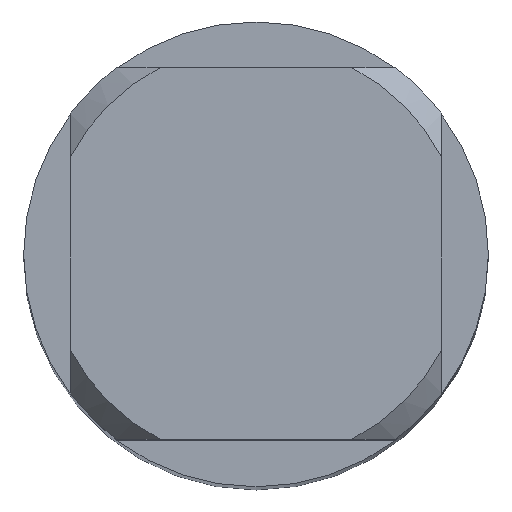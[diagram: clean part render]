
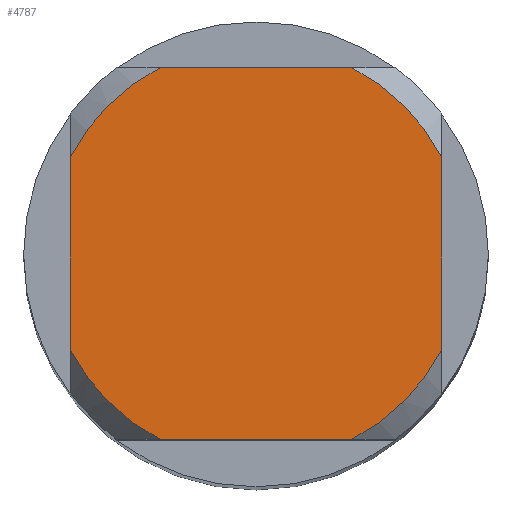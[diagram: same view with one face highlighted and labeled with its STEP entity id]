
A CAD part, top view. The second image highlights one B-rep face of the part: STEP entity #4787.
In plain terms, the highlighted planar face has unit normal (0, 0, 1).
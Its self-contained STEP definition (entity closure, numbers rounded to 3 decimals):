
#2133=EDGE_CURVE('',#2815,#3699,#6330,.T.);
#2363=EDGE_CURVE('',#4731,#5155,#6577,.T.);
#2493=VERTEX_POINT('',#6721);
#2667=VERTEX_POINT('',#6906);
#2815=VERTEX_POINT('',#7066);
#2869=EDGE_CURVE('',#2815,#3253,#7124,.T.);
#3253=VERTEX_POINT('',#7541);
#3699=VERTEX_POINT('',#8021);
#3875=EDGE_CURVE('',#4073,#3699,#8210,.T.);
#4005=EDGE_CURVE('',#2667,#5155,#8348,.T.);
#4073=VERTEX_POINT('',#8424);
#4539=EDGE_CURVE('',#4731,#2493,#8922,.T.);
#4731=VERTEX_POINT('',#9136);
#4753=EDGE_CURVE('',#2667,#3253,#9159,.T.);
#4787=ADVANCED_FACE('',(#9194),#9195,.T.);
#4969=EDGE_CURVE('',#4073,#2493,#9392,.T.);
#5155=VERTEX_POINT('',#9597);
#6330=LINE('',#10884,#10885);
#6577=LINE('',#11318,#11319);
#6721=CARTESIAN_POINT('',(-4.0,-2.062,0.0));
#6906=CARTESIAN_POINT('',(4.0,-2.062,0.0));
#7066=CARTESIAN_POINT('',(2.062,4.0,0.0));
#7124=CIRCLE('',#12459,4.5);
#7541=CARTESIAN_POINT('',(4.0,2.062,0.0));
#8021=CARTESIAN_POINT('',(-2.062,4.0,0.0));
#8210=CIRCLE('',#14470,4.5);
#8348=CIRCLE('',#14702,4.5);
#8424=CARTESIAN_POINT('',(-4.0,2.062,0.0));
#8922=CIRCLE('',#15760,4.5);
#9136=CARTESIAN_POINT('',(-2.062,-4.0,0.0));
#9159=LINE('',#16178,#16179);
#9194=FACE_OUTER_BOUND('',#16229,.T.);
#9195=PLANE('',#16230);
#9392=LINE('',#16593,#16594);
#9597=CARTESIAN_POINT('',(2.062,-4.0,0.0));
#10884=CARTESIAN_POINT('',(0.0,4.0,0.0));
#10885=VECTOR('',#19214,1.0);
#11318=CARTESIAN_POINT('',(0.0,-4.0,0.0));
#11319=VECTOR('',#19423,1.0);
#12459=AXIS2_PLACEMENT_3D('',#19959,#19960,#19961);
#14470=AXIS2_PLACEMENT_3D('',#21195,#21196,#21197);
#14702=AXIS2_PLACEMENT_3D('',#21307,#21308,#21309);
#15760=AXIS2_PLACEMENT_3D('',#21950,#21951,#21952);
#16178=CARTESIAN_POINT('',(4.0,1.125,0.0));
#16179=VECTOR('',#22236,1.0);
#16229=EDGE_LOOP('',(#22256,#22257,#22258,#22259,#22260,#22261,#22262,#22263));
#16230=AXIS2_PLACEMENT_3D('',#22264,#22265,#22266);
#16593=CARTESIAN_POINT('',(-4.0,1.125,0.0));
#16594=VECTOR('',#22458,1.0);
#19214=DIRECTION('',(-1.0,0.0,0.0));
#19423=DIRECTION('',(1.0,0.0,0.0));
#19959=CARTESIAN_POINT('',(0.0,0.0,0.0));
#19960=DIRECTION('',(0.0,0.0,-1.0));
#19961=DIRECTION('',(0.0,1.0,0.0));
#21195=CARTESIAN_POINT('',(0.0,0.0,0.0));
#21196=DIRECTION('',(0.0,0.0,-1.0));
#21197=DIRECTION('',(0.0,1.0,0.0));
#21307=CARTESIAN_POINT('',(0.0,0.0,0.0));
#21308=DIRECTION('',(0.0,0.0,-1.0));
#21309=DIRECTION('',(0.0,1.0,0.0));
#21950=CARTESIAN_POINT('',(0.0,0.0,0.0));
#21951=DIRECTION('',(0.0,0.0,-1.0));
#21952=DIRECTION('',(0.0,1.0,0.0));
#22236=DIRECTION('',(-0.0,1.0,0.0));
#22256=ORIENTED_EDGE('',*,*,#4969,.T.);
#22257=ORIENTED_EDGE('',*,*,#4539,.F.);
#22258=ORIENTED_EDGE('',*,*,#2363,.T.);
#22259=ORIENTED_EDGE('',*,*,#4005,.F.);
#22260=ORIENTED_EDGE('',*,*,#4753,.T.);
#22261=ORIENTED_EDGE('',*,*,#2869,.F.);
#22262=ORIENTED_EDGE('',*,*,#2133,.T.);
#22263=ORIENTED_EDGE('',*,*,#3875,.F.);
#22264=CARTESIAN_POINT('',(0.0,2.25,0.0));
#22265=DIRECTION('',(-0.0,0.0,1.0));
#22266=DIRECTION('',(0.0,-1.0,0.0));
#22458=DIRECTION('',(-0.0,-1.0,0.0));
